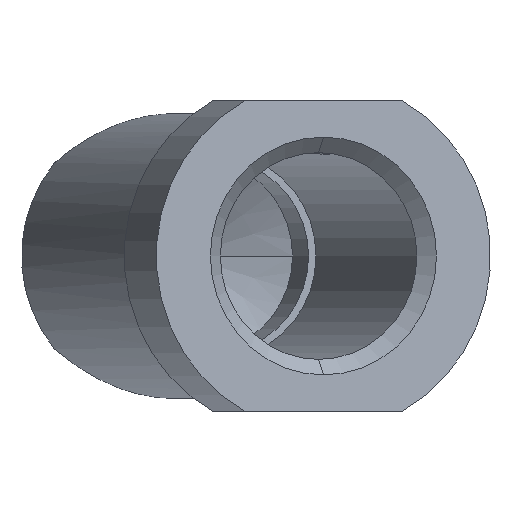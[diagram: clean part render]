
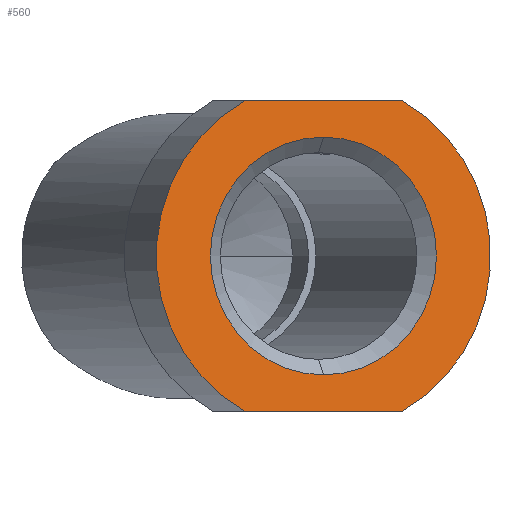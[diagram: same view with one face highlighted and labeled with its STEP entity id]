
A CAD part, left-side view. The second image highlights one B-rep face of the part: STEP entity #560.
In plain terms, the highlighted face is planar.
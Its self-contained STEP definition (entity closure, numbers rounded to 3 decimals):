
#82 = CONICAL_SURFACE('',#83,10.75,0.785);
#83 = AXIS2_PLACEMENT_3D('',#84,#85,#86);
#84 = CARTESIAN_POINT('',(76.25,0.,0.));
#85 = DIRECTION('',(1.,0.,0.));
#86 = DIRECTION('',(0.,0.,-1.));
#107 = VERTEX_POINT('',#108);
#108 = CARTESIAN_POINT('',(77.,0.,-11.5));
#122 = CONICAL_SURFACE('',#123,10.75,0.785);
#123 = AXIS2_PLACEMENT_3D('',#124,#125,#126);
#124 = CARTESIAN_POINT('',(76.25,0.,0.));
#125 = DIRECTION('',(1.,0.,0.));
#126 = DIRECTION('',(0.,0.,-1.));
#134 = EDGE_CURVE('',#135,#107,#137,.T.);
#135 = VERTEX_POINT('',#136);
#136 = CARTESIAN_POINT('',(77.,0.,11.5));
#137 = SURFACE_CURVE('',#138,(#143,#150),.PCURVE_S1.);
#138 = CIRCLE('',#139,11.5);
#139 = AXIS2_PLACEMENT_3D('',#140,#141,#142);
#140 = CARTESIAN_POINT('',(77.,0.,0.));
#141 = DIRECTION('',(1.,0.,-0.));
#142 = DIRECTION('',(0.,0.,1.));
#143 = PCURVE('',#82,#144);
#144 = DEFINITIONAL_REPRESENTATION('',(#145),#149);
#145 = LINE('',#146,#147);
#146 = CARTESIAN_POINT('',(3.142,0.75));
#147 = VECTOR('',#148,1.);
#148 = DIRECTION('',(1.,0.));
#149 = ( GEOMETRIC_REPRESENTATION_CONTEXT(2) 
PARAMETRIC_REPRESENTATION_CONTEXT() REPRESENTATION_CONTEXT('2D SPACE',''
  ) );
#150 = PCURVE('',#151,#156);
#151 = PLANE('',#152);
#152 = AXIS2_PLACEMENT_3D('',#153,#154,#155);
#153 = CARTESIAN_POINT('',(77.,0.,0.));
#154 = DIRECTION('',(1.,0.,0.));
#155 = DIRECTION('',(0.,0.,-1.));
#156 = DEFINITIONAL_REPRESENTATION('',(#157),#161);
#157 = CIRCLE('',#158,11.5);
#158 = AXIS2_PLACEMENT_2D('',#159,#160);
#159 = CARTESIAN_POINT('',(0.,0.));
#160 = DIRECTION('',(-1.,0.));
#161 = ( GEOMETRIC_REPRESENTATION_CONTEXT(2) 
PARAMETRIC_REPRESENTATION_CONTEXT() REPRESENTATION_CONTEXT('2D SPACE',''
  ) );
#537 = EDGE_CURVE('',#107,#135,#538,.T.);
#538 = SURFACE_CURVE('',#539,(#544,#551),.PCURVE_S1.);
#539 = CIRCLE('',#540,11.5);
#540 = AXIS2_PLACEMENT_3D('',#541,#542,#543);
#541 = CARTESIAN_POINT('',(77.,0.,0.));
#542 = DIRECTION('',(1.,0.,0.));
#543 = DIRECTION('',(0.,0.,-1.));
#544 = PCURVE('',#122,#545);
#545 = DEFINITIONAL_REPRESENTATION('',(#546),#550);
#546 = LINE('',#547,#548);
#547 = CARTESIAN_POINT('',(0.,0.75));
#548 = VECTOR('',#549,1.);
#549 = DIRECTION('',(1.,0.));
#550 = ( GEOMETRIC_REPRESENTATION_CONTEXT(2) 
PARAMETRIC_REPRESENTATION_CONTEXT() REPRESENTATION_CONTEXT('2D SPACE',''
  ) );
#551 = PCURVE('',#151,#552);
#552 = DEFINITIONAL_REPRESENTATION('',(#553),#557);
#553 = CIRCLE('',#554,11.5);
#554 = AXIS2_PLACEMENT_2D('',#555,#556);
#555 = CARTESIAN_POINT('',(0.,0.));
#556 = DIRECTION('',(1.,0.));
#557 = ( GEOMETRIC_REPRESENTATION_CONTEXT(2) 
PARAMETRIC_REPRESENTATION_CONTEXT() REPRESENTATION_CONTEXT('2D SPACE',''
  ) );
#560 = ADVANCED_FACE('',(#561,#677),#151,.T.);
#561 = FACE_BOUND('',#562,.F.);
#562 = EDGE_LOOP('',(#563,#593,#622,#650));
#563 = ORIENTED_EDGE('',*,*,#564,.F.);
#564 = EDGE_CURVE('',#565,#567,#569,.T.);
#565 = VERTEX_POINT('',#566);
#566 = CARTESIAN_POINT('',(77.,-8.,-15.));
#567 = VERTEX_POINT('',#568);
#568 = CARTESIAN_POINT('',(77.,8.,-15.));
#569 = SURFACE_CURVE('',#570,(#574,#581),.PCURVE_S1.);
#570 = LINE('',#571,#572);
#571 = CARTESIAN_POINT('',(77.,-8.,-15.));
#572 = VECTOR('',#573,1.);
#573 = DIRECTION('',(0.,1.,0.));
#574 = PCURVE('',#151,#575);
#575 = DEFINITIONAL_REPRESENTATION('',(#576),#580);
#576 = LINE('',#577,#578);
#577 = CARTESIAN_POINT('',(15.,-8.));
#578 = VECTOR('',#579,1.);
#579 = DIRECTION('',(0.,1.));
#580 = ( GEOMETRIC_REPRESENTATION_CONTEXT(2) 
PARAMETRIC_REPRESENTATION_CONTEXT() REPRESENTATION_CONTEXT('2D SPACE',''
  ) );
#581 = PCURVE('',#582,#587);
#582 = PLANE('',#583);
#583 = AXIS2_PLACEMENT_3D('',#584,#585,#586);
#584 = CARTESIAN_POINT('',(-25.,-17.,-15.));
#585 = DIRECTION('',(0.,0.,1.));
#586 = DIRECTION('',(0.,-1.,0.));
#587 = DEFINITIONAL_REPRESENTATION('',(#588),#592);
#588 = LINE('',#589,#590);
#589 = CARTESIAN_POINT('',(-9.,102.));
#590 = VECTOR('',#591,1.);
#591 = DIRECTION('',(-1.,0.));
#592 = ( GEOMETRIC_REPRESENTATION_CONTEXT(2) 
PARAMETRIC_REPRESENTATION_CONTEXT() REPRESENTATION_CONTEXT('2D SPACE',''
  ) );
#593 = ORIENTED_EDGE('',*,*,#594,.F.);
#594 = EDGE_CURVE('',#595,#565,#597,.T.);
#595 = VERTEX_POINT('',#596);
#596 = CARTESIAN_POINT('',(77.,-8.,15.));
#597 = SURFACE_CURVE('',#598,(#603,#610),.PCURVE_S1.);
#598 = CIRCLE('',#599,17.);
#599 = AXIS2_PLACEMENT_3D('',#600,#601,#602);
#600 = CARTESIAN_POINT('',(77.,0.,0.));
#601 = DIRECTION('',(1.,0.,0.));
#602 = DIRECTION('',(0.,-0.471,0.882));
#603 = PCURVE('',#151,#604);
#604 = DEFINITIONAL_REPRESENTATION('',(#605),#609);
#605 = CIRCLE('',#606,17.);
#606 = AXIS2_PLACEMENT_2D('',#607,#608);
#607 = CARTESIAN_POINT('',(0.,0.));
#608 = DIRECTION('',(-0.882,-0.471));
#609 = ( GEOMETRIC_REPRESENTATION_CONTEXT(2) 
PARAMETRIC_REPRESENTATION_CONTEXT() REPRESENTATION_CONTEXT('2D SPACE',''
  ) );
#610 = PCURVE('',#611,#616);
#611 = CYLINDRICAL_SURFACE('',#612,17.);
#612 = AXIS2_PLACEMENT_3D('',#613,#614,#615);
#613 = CARTESIAN_POINT('',(25.,0.,0.));
#614 = DIRECTION('',(-1.,0.,0.));
#615 = DIRECTION('',(0.,0.,1.));
#616 = DEFINITIONAL_REPRESENTATION('',(#617),#621);
#617 = LINE('',#618,#619);
#618 = CARTESIAN_POINT('',(5.793,-52.));
#619 = VECTOR('',#620,1.);
#620 = DIRECTION('',(-1.,0.));
#621 = ( GEOMETRIC_REPRESENTATION_CONTEXT(2) 
PARAMETRIC_REPRESENTATION_CONTEXT() REPRESENTATION_CONTEXT('2D SPACE',''
  ) );
#622 = ORIENTED_EDGE('',*,*,#623,.F.);
#623 = EDGE_CURVE('',#624,#595,#626,.T.);
#624 = VERTEX_POINT('',#625);
#625 = CARTESIAN_POINT('',(77.,8.,15.));
#626 = SURFACE_CURVE('',#627,(#631,#638),.PCURVE_S1.);
#627 = LINE('',#628,#629);
#628 = CARTESIAN_POINT('',(77.,8.,15.));
#629 = VECTOR('',#630,1.);
#630 = DIRECTION('',(0.,-1.,0.));
#631 = PCURVE('',#151,#632);
#632 = DEFINITIONAL_REPRESENTATION('',(#633),#637);
#633 = LINE('',#634,#635);
#634 = CARTESIAN_POINT('',(-15.,8.));
#635 = VECTOR('',#636,1.);
#636 = DIRECTION('',(0.,-1.));
#637 = ( GEOMETRIC_REPRESENTATION_CONTEXT(2) 
PARAMETRIC_REPRESENTATION_CONTEXT() REPRESENTATION_CONTEXT('2D SPACE',''
  ) );
#638 = PCURVE('',#639,#644);
#639 = PLANE('',#640);
#640 = AXIS2_PLACEMENT_3D('',#641,#642,#643);
#641 = CARTESIAN_POINT('',(-25.,-17.,15.));
#642 = DIRECTION('',(0.,0.,-1.));
#643 = DIRECTION('',(-1.,0.,0.));
#644 = DEFINITIONAL_REPRESENTATION('',(#645),#649);
#645 = LINE('',#646,#647);
#646 = CARTESIAN_POINT('',(-102.,25.));
#647 = VECTOR('',#648,1.);
#648 = DIRECTION('',(0.,-1.));
#649 = ( GEOMETRIC_REPRESENTATION_CONTEXT(2) 
PARAMETRIC_REPRESENTATION_CONTEXT() REPRESENTATION_CONTEXT('2D SPACE',''
  ) );
#650 = ORIENTED_EDGE('',*,*,#651,.F.);
#651 = EDGE_CURVE('',#567,#624,#652,.T.);
#652 = SURFACE_CURVE('',#653,(#658,#665),.PCURVE_S1.);
#653 = CIRCLE('',#654,17.);
#654 = AXIS2_PLACEMENT_3D('',#655,#656,#657);
#655 = CARTESIAN_POINT('',(77.,0.,0.));
#656 = DIRECTION('',(1.,0.,0.));
#657 = DIRECTION('',(0.,0.471,-0.882));
#658 = PCURVE('',#151,#659);
#659 = DEFINITIONAL_REPRESENTATION('',(#660),#664);
#660 = CIRCLE('',#661,17.);
#661 = AXIS2_PLACEMENT_2D('',#662,#663);
#662 = CARTESIAN_POINT('',(0.,0.));
#663 = DIRECTION('',(0.882,0.471));
#664 = ( GEOMETRIC_REPRESENTATION_CONTEXT(2) 
PARAMETRIC_REPRESENTATION_CONTEXT() REPRESENTATION_CONTEXT('2D SPACE',''
  ) );
#665 = PCURVE('',#666,#671);
#666 = CYLINDRICAL_SURFACE('',#667,17.);
#667 = AXIS2_PLACEMENT_3D('',#668,#669,#670);
#668 = CARTESIAN_POINT('',(25.,0.,0.));
#669 = DIRECTION('',(-1.,0.,0.));
#670 = DIRECTION('',(0.,0.,1.));
#671 = DEFINITIONAL_REPRESENTATION('',(#672),#676);
#672 = LINE('',#673,#674);
#673 = CARTESIAN_POINT('',(2.652,-52.));
#674 = VECTOR('',#675,1.);
#675 = DIRECTION('',(-1.,0.));
#676 = ( GEOMETRIC_REPRESENTATION_CONTEXT(2) 
PARAMETRIC_REPRESENTATION_CONTEXT() REPRESENTATION_CONTEXT('2D SPACE',''
  ) );
#677 = FACE_BOUND('',#678,.F.);
#678 = EDGE_LOOP('',(#679,#680));
#679 = ORIENTED_EDGE('',*,*,#134,.T.);
#680 = ORIENTED_EDGE('',*,*,#537,.T.);
